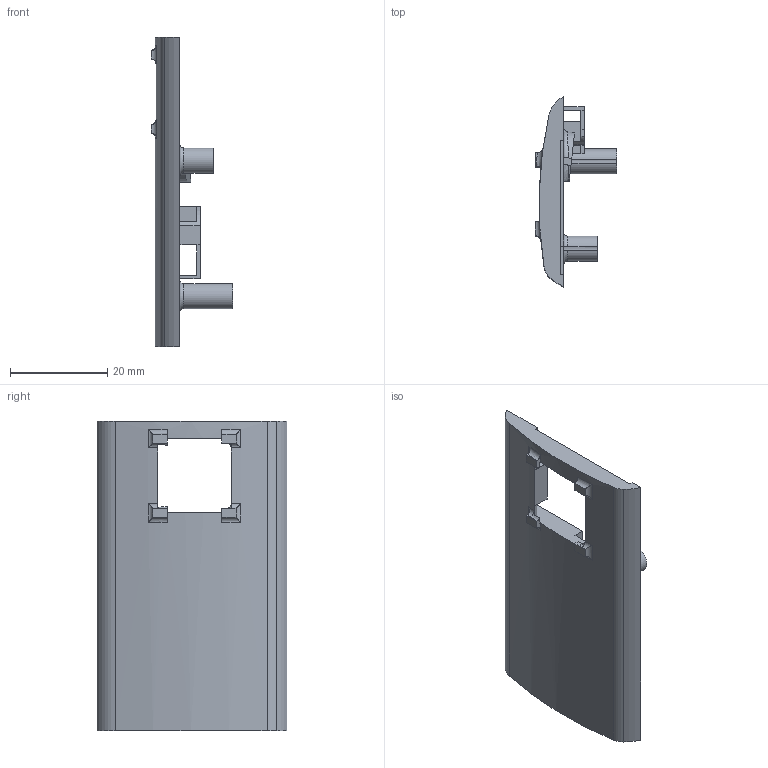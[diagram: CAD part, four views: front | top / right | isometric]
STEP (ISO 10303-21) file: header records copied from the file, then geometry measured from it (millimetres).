
FILE_DESCRIPTION(/* description */ (''),/* implementation_level */ '2;1');
FILE_NAME(/* name */ 'Cover2.step',/* time_stamp */ '2025-11-28T21:33:27+01:00',/* author */ (''),/* organization */ (''),/* preprocessor_version */ 'ST-DEVELOPER v20.1',/* originating_system */ 'Autodesk Translation Framework v14.21.0.0',/* authorisation */ '');
FILE_SCHEMA (('AUTOMOTIVE_DESIGN { 1 0 10303 214 3 1 1 }'));
Length unit declared in the file: millimetre
Products named in the file (1): 2025-11-25-11-41-23-714
Bounding box: 16.82 x 39.13 x 63.8 mm (x, y, z)
Volume: 7835.2 mm3; surface area: 7074.4 mm2
Topology: 1 solids, 1 shells, 187 faces, 539 edges, 351 vertices
Faces by surface type: plane 135, cylinder 30, bspline 12, torus 10
Full cylindrical faces by diameter (mm): 2.2 x7, 3 x1, 3.2 x2
Entity records: 6484 total; most frequent: CARTESIAN_POINT 1565, ORIENTED_EDGE 1074, DIRECTION 946, EDGE_CURVE 537, LINE 392, VECTOR 392, VERTEX_POINT 351, AXIS2_PLACEMENT_3D 277
